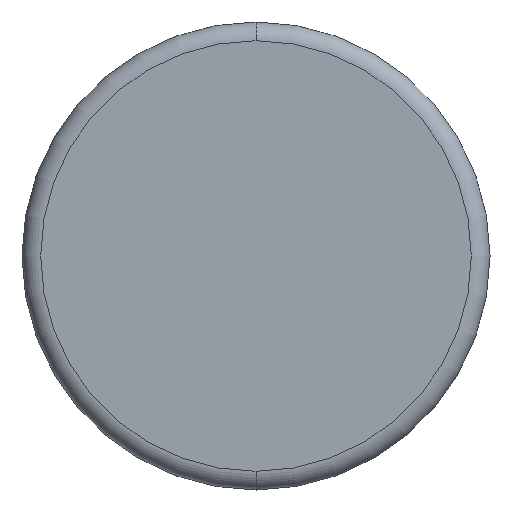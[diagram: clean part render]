
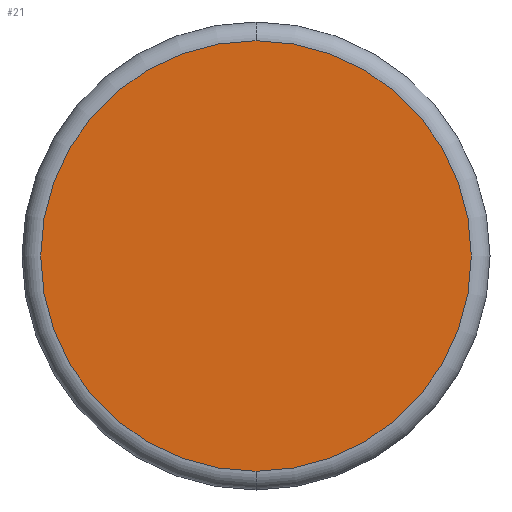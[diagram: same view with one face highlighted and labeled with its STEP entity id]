
A CAD part, front view. The second image highlights one B-rep face of the part: STEP entity #21.
In plain terms, the highlighted planar face has unit normal (0, -1, 0).
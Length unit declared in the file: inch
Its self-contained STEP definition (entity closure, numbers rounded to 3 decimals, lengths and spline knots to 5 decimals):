
#3 = CARTESIAN_POINT ( 'NONE',  ( 0., -0.25, -0.115 ) ) ;
#6 = DIRECTION ( 'NONE',  ( 0., -1., 0. ) ) ;
#12 = ORIENTED_EDGE ( 'NONE', *, *, #60, .T. ) ;
#21 = ADVANCED_FACE ( 'NONE', ( #185 ), #183, .F. ) ;
#53 = CIRCLE ( 'NONE', #72, 0.115 ) ;
#60 = EDGE_CURVE ( 'NONE', #175, #207, #53, .T. ) ;
#72 = AXIS2_PLACEMENT_3D ( 'NONE', #195, #113, #251 ) ;
#73 = CIRCLE ( 'NONE', #166, 0.115 ) ;
#103 = CARTESIAN_POINT ( 'NONE',  ( 0., -0.25, 0.115 ) ) ;
#113 = DIRECTION ( 'NONE',  ( 0., -1., 0. ) ) ;
#133 = AXIS2_PLACEMENT_3D ( 'NONE', #237, #137, #181 ) ;
#137 = DIRECTION ( 'NONE',  ( 0., 1., 0. ) ) ;
#147 = DIRECTION ( 'NONE',  ( 0., 0., 1. ) ) ;
#165 = EDGE_LOOP ( 'NONE', ( #12, #180 ) ) ;
#166 = AXIS2_PLACEMENT_3D ( 'NONE', #224, #6, #147 ) ;
#175 = VERTEX_POINT ( 'NONE', #103 ) ;
#180 = ORIENTED_EDGE ( 'NONE', *, *, #210, .T. ) ;
#181 = DIRECTION ( 'NONE',  ( 0., 0., 1. ) ) ;
#183 = PLANE ( 'NONE',  #133 ) ;
#185 = FACE_OUTER_BOUND ( 'NONE', #165, .T. ) ;
#195 = CARTESIAN_POINT ( 'NONE',  ( 0., -0.25, 0. ) ) ;
#207 = VERTEX_POINT ( 'NONE', #3 ) ;
#210 = EDGE_CURVE ( 'NONE', #207, #175, #73, .T. ) ;
#224 = CARTESIAN_POINT ( 'NONE',  ( 0., -0.25, 0. ) ) ;
#237 = CARTESIAN_POINT ( 'NONE',  ( 0., -0.25, 0. ) ) ;
#251 = DIRECTION ( 'NONE',  ( 0., 0., 1. ) ) ;
